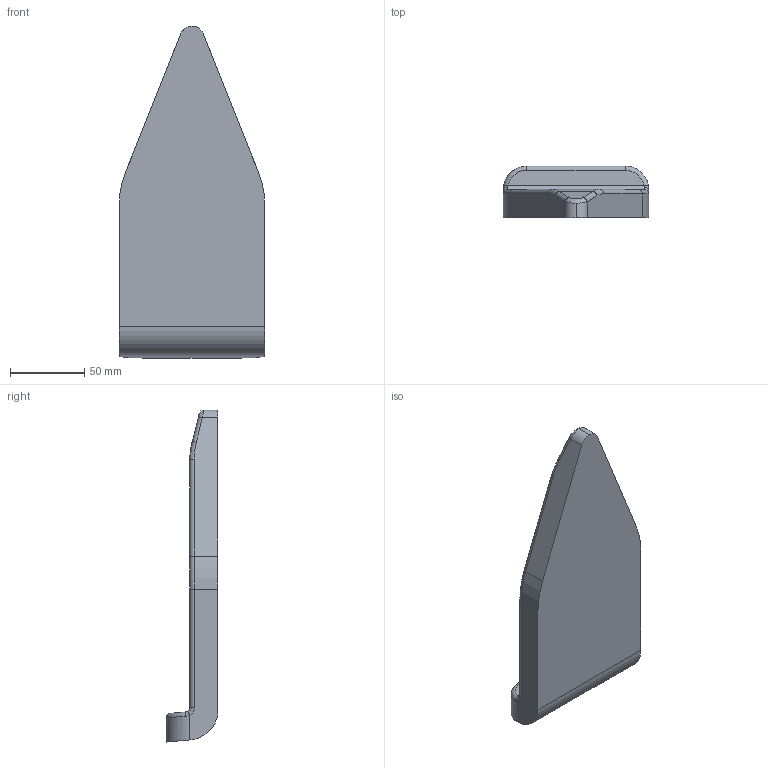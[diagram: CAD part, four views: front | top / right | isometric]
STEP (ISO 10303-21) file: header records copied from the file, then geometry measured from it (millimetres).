
FILE_DESCRIPTION (( 'STEP AP214' ), '1' );
FILE_NAME ('Alignment_Rail.STEP', '2020-01-31T01:16:19', ( '' ), ( '' ), 'SwSTEP 2.0', 'SolidWorks 2018', '' );
FILE_SCHEMA (( 'AUTOMOTIVE_DESIGN' ));
Length unit declared in the file: millimetre
Products named in the file (1): Alignment_Rail
Bounding box: 98 x 35 x 223.55 mm (x, y, z)
Volume: 339593.8 mm3; surface area: 45997.1 mm2
Topology: 1 solids, 1 shells, 37 faces, 87 edges, 52 vertices
Faces by surface type: cylinder 15, plane 10, bspline 8, torus 4
Entity records: 1359 total; most frequent: CARTESIAN_POINT 537, ORIENTED_EDGE 174, DIRECTION 158, EDGE_CURVE 87, AXIS2_PLACEMENT_3D 60, VERTEX_POINT 52, LINE 38, VECTOR 38
